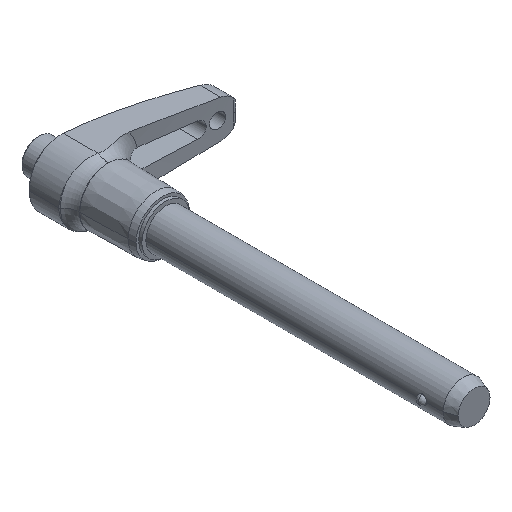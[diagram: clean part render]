
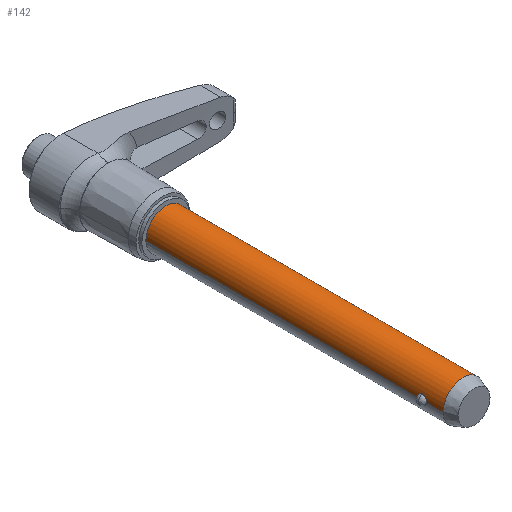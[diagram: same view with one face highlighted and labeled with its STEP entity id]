
A CAD part, isometric view. The second image highlights one B-rep face of the part: STEP entity #142.
In plain terms, the highlighted cylindrical face has radius 6.35 mm (diameter 12.7 mm), a partial arc.
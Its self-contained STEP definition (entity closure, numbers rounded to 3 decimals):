
#142=ADVANCED_FACE('',(#311),#312,.T.);
#311=FACE_OUTER_BOUND('',#509,.T.);
#312=CYLINDRICAL_SURFACE('',#510,6.35);
#509=EDGE_LOOP('',(#861,#862,#863,#864,#865,#866,#867,#868,#869,#870));
#510=AXIS2_PLACEMENT_3D('',#871,#872,#873);
#861=ORIENTED_EDGE('',*,*,#1291,.T.);
#862=ORIENTED_EDGE('',*,*,#1314,.T.);
#863=ORIENTED_EDGE('',*,*,#1307,.T.);
#864=ORIENTED_EDGE('',*,*,#1298,.T.);
#865=ORIENTED_EDGE('',*,*,#1319,.F.);
#866=ORIENTED_EDGE('',*,*,#1296,.T.);
#867=ORIENTED_EDGE('',*,*,#1310,.T.);
#868=ORIENTED_EDGE('',*,*,#1312,.T.);
#869=ORIENTED_EDGE('',*,*,#1293,.T.);
#870=ORIENTED_EDGE('',*,*,#1316,.T.);
#871=CARTESIAN_POINT('',(0.0,-49.022,0.0));
#872=DIRECTION('',(-0.0,1.0,0.0));
#873=DIRECTION('',(1.0,0.0,0.0));
#1291=EDGE_CURVE('',#1584,#1585,#1586,.T.);
#1293=EDGE_CURVE('',#1589,#1587,#1590,.T.);
#1296=EDGE_CURVE('',#1595,#1593,#1596,.T.);
#1298=EDGE_CURVE('',#1599,#1597,#1600,.T.);
#1307=EDGE_CURVE('',#1611,#1599,#1613,.T.);
#1310=EDGE_CURVE('',#1593,#1615,#1617,.T.);
#1312=EDGE_CURVE('',#1615,#1589,#1619,.T.);
#1314=EDGE_CURVE('',#1585,#1611,#1621,.T.);
#1316=EDGE_CURVE('',#1587,#1584,#1623,.T.);
#1319=EDGE_CURVE('',#1595,#1597,#1626,.T.);
#1584=VERTEX_POINT('',#2508);
#1585=VERTEX_POINT('',#2509);
#1586=LINE('',#2510,#2511);
#1587=VERTEX_POINT('',#2512);
#1589=VERTEX_POINT('',#2514);
#1590=LINE('',#2515,#2516);
#1593=VERTEX_POINT('',#2532);
#1595=VERTEX_POINT('',#2547);
#1596=LINE('',#2548,#2549);
#1597=VERTEX_POINT('',#2550);
#1599=VERTEX_POINT('',#2552);
#1600=LINE('',#2553,#2554);
#1611=VERTEX_POINT('',#2593);
#1613=B_SPLINE_CURVE_WITH_KNOTS('',3,(#2595,#2596,#2597,#2598,#2599,#2600,#2601,#2602,#2603,#2604,#2605,#2606,#2607,#2608),.UNSPECIFIED.,.F.,.F.,(4,2,2,2,2,2,4),(4.442,4.948,5.455,5.684,5.912,6.288,6.663),.UNSPECIFIED.);
#1615=VERTEX_POINT('',#2610);
#1617=B_SPLINE_CURVE_WITH_KNOTS('',3,(#2612,#2613,#2614,#2615,#2616,#2617,#2618,#2619,#2620,#2621,#2622,#2623,#2624,#2625),.UNSPECIFIED.,.F.,.F.,(4,2,2,2,2,2,4),(6.663,7.038,7.413,7.642,7.871,8.377,8.884),.UNSPECIFIED.);
#1619=B_SPLINE_CURVE_WITH_KNOTS('',3,(#2627,#2628,#2629,#2630,#2631,#2632,#2633,#2634,#2635,#2636,#2637,#2638,#2639,#2640),.UNSPECIFIED.,.F.,.F.,(4,2,2,2,2,2,4),(0.0,0.507,1.013,1.242,1.471,1.846,2.221),.UNSPECIFIED.);
#1621=B_SPLINE_CURVE_WITH_KNOTS('',3,(#2642,#2643,#2644,#2645,#2646,#2647,#2648,#2649,#2650,#2651,#2652,#2653,#2654,#2655),.UNSPECIFIED.,.F.,.F.,(4,2,2,2,2,2,4),(2.221,2.596,2.971,3.2,3.429,3.935,4.442),.UNSPECIFIED.);
#1623=CIRCLE('',#2657,6.35);
#1626=CIRCLE('',#2660,6.35);
#2508=CARTESIAN_POINT('',(6.35,-94.539,0.0));
#2509=CARTESIAN_POINT('',(6.35,-89.297,0.));
#2510=CARTESIAN_POINT('',(6.35,-49.022,0.));
#2511=VECTOR('',#3104,1.0);
#2512=CARTESIAN_POINT('',(-6.35,-94.539,0.));
#2514=CARTESIAN_POINT('',(-6.35,-89.297,0.));
#2515=CARTESIAN_POINT('',(-6.35,-49.022,0.));
#2516=VECTOR('',#3108,1.0);
#2532=CARTESIAN_POINT('',(-6.35,-86.36,0.));
#2547=CARTESIAN_POINT('',(-6.35,0.0,0.));
#2548=CARTESIAN_POINT('',(-6.35,-49.022,0.));
#2549=VECTOR('',#3109,1.0);
#2550=CARTESIAN_POINT('',(6.35,0.0,0.0));
#2552=CARTESIAN_POINT('',(6.35,-86.36,0.));
#2553=CARTESIAN_POINT('',(6.35,-49.022,0.));
#2554=VECTOR('',#3113,1.0);
#2593=CARTESIAN_POINT('',(6.172,-87.828,1.495));
#2595=CARTESIAN_POINT('',(6.172,-87.828,1.495));
#2596=CARTESIAN_POINT('',(6.172,-87.66,1.495));
#2597=CARTESIAN_POINT('',(6.179,-87.479,1.464));
#2598=CARTESIAN_POINT('',(6.208,-87.143,1.336));
#2599=CARTESIAN_POINT('',(6.229,-86.988,1.24));
#2600=CARTESIAN_POINT('',(6.258,-86.806,1.079));
#2601=CARTESIAN_POINT('',(6.268,-86.748,1.019));
#2602=CARTESIAN_POINT('',(6.288,-86.643,0.891));
#2603=CARTESIAN_POINT('',(6.297,-86.597,0.822));
#2604=CARTESIAN_POINT('',(6.318,-86.498,0.648));
#2605=CARTESIAN_POINT('',(6.33,-86.445,0.522));
#2606=CARTESIAN_POINT('',(6.346,-86.376,0.261));
#2607=CARTESIAN_POINT('',(6.35,-86.36,0.125));
#2608=CARTESIAN_POINT('',(6.35,-86.36,0.));
#2610=CARTESIAN_POINT('',(-6.172,-87.828,1.495));
#2612=CARTESIAN_POINT('',(-6.35,-86.36,0.));
#2613=CARTESIAN_POINT('',(-6.35,-86.36,0.125));
#2614=CARTESIAN_POINT('',(-6.346,-86.376,0.261));
#2615=CARTESIAN_POINT('',(-6.33,-86.445,0.522));
#2616=CARTESIAN_POINT('',(-6.318,-86.498,0.648));
#2617=CARTESIAN_POINT('',(-6.297,-86.597,0.822));
#2618=CARTESIAN_POINT('',(-6.288,-86.643,0.891));
#2619=CARTESIAN_POINT('',(-6.268,-86.748,1.019));
#2620=CARTESIAN_POINT('',(-6.258,-86.806,1.079));
#2621=CARTESIAN_POINT('',(-6.229,-86.988,1.24));
#2622=CARTESIAN_POINT('',(-6.208,-87.143,1.336));
#2623=CARTESIAN_POINT('',(-6.179,-87.479,1.464));
#2624=CARTESIAN_POINT('',(-6.172,-87.66,1.495));
#2625=CARTESIAN_POINT('',(-6.172,-87.828,1.495));
#2627=CARTESIAN_POINT('',(-6.172,-87.828,1.495));
#2628=CARTESIAN_POINT('',(-6.172,-87.997,1.495));
#2629=CARTESIAN_POINT('',(-6.179,-88.178,1.464));
#2630=CARTESIAN_POINT('',(-6.208,-88.514,1.336));
#2631=CARTESIAN_POINT('',(-6.229,-88.669,1.24));
#2632=CARTESIAN_POINT('',(-6.258,-88.851,1.079));
#2633=CARTESIAN_POINT('',(-6.268,-88.909,1.019));
#2634=CARTESIAN_POINT('',(-6.288,-89.013,0.891));
#2635=CARTESIAN_POINT('',(-6.297,-89.06,0.822));
#2636=CARTESIAN_POINT('',(-6.318,-89.159,0.648));
#2637=CARTESIAN_POINT('',(-6.33,-89.212,0.522));
#2638=CARTESIAN_POINT('',(-6.346,-89.281,0.261));
#2639=CARTESIAN_POINT('',(-6.35,-89.297,0.125));
#2640=CARTESIAN_POINT('',(-6.35,-89.297,0.));
#2642=CARTESIAN_POINT('',(6.35,-89.297,0.0));
#2643=CARTESIAN_POINT('',(6.35,-89.297,0.125));
#2644=CARTESIAN_POINT('',(6.346,-89.281,0.261));
#2645=CARTESIAN_POINT('',(6.33,-89.212,0.522));
#2646=CARTESIAN_POINT('',(6.318,-89.159,0.648));
#2647=CARTESIAN_POINT('',(6.297,-89.06,0.822));
#2648=CARTESIAN_POINT('',(6.288,-89.013,0.891));
#2649=CARTESIAN_POINT('',(6.268,-88.909,1.019));
#2650=CARTESIAN_POINT('',(6.258,-88.851,1.079));
#2651=CARTESIAN_POINT('',(6.229,-88.669,1.24));
#2652=CARTESIAN_POINT('',(6.208,-88.514,1.336));
#2653=CARTESIAN_POINT('',(6.179,-88.178,1.464));
#2654=CARTESIAN_POINT('',(6.172,-87.997,1.495));
#2655=CARTESIAN_POINT('',(6.172,-87.828,1.495));
#2657=AXIS2_PLACEMENT_3D('',#3125,#3126,#3127);
#2660=AXIS2_PLACEMENT_3D('',#3131,#3132,#3133);
#3104=DIRECTION('',(0.0,1.0,0.0));
#3108=DIRECTION('',(-0.0,-1.0,-0.0));
#3109=DIRECTION('',(-0.0,-1.0,-0.0));
#3113=DIRECTION('',(0.0,1.0,0.0));
#3125=CARTESIAN_POINT('',(0.0,-94.539,0.0));
#3126=DIRECTION('',(0.,1.0,0.0));
#3127=DIRECTION('',(1.0,0.,0.0));
#3131=CARTESIAN_POINT('',(0.0,0.0,0.0));
#3132=DIRECTION('',(-0.0,1.0,0.0));
#3133=DIRECTION('',(1.0,0.0,0.0));
